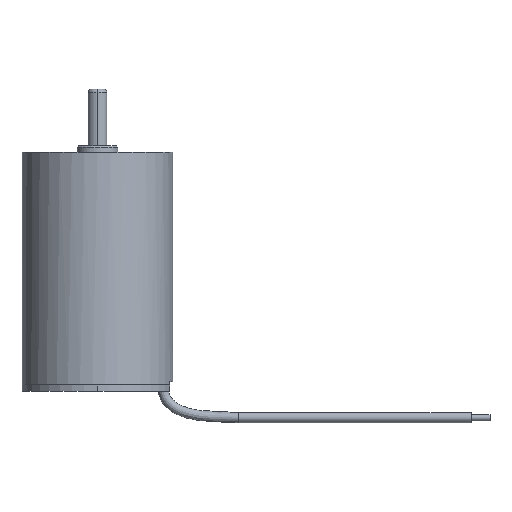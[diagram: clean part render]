
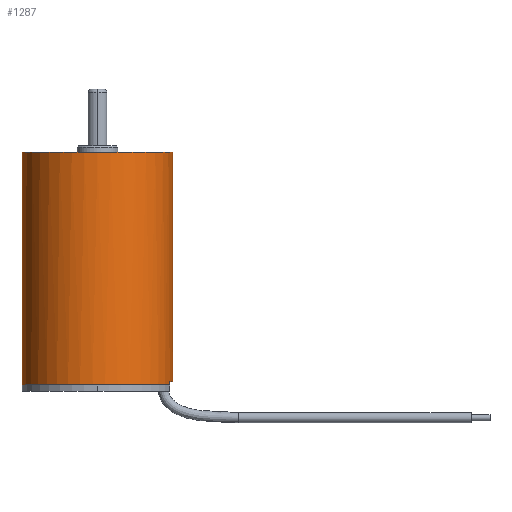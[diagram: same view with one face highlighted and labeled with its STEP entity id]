
A CAD part, left-side view. The second image highlights one B-rep face of the part: STEP entity #1287.
In plain terms, the highlighted cylindrical face has radius 12 mm (diameter 24 mm), a partial arc.
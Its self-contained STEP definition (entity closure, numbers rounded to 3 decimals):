
#57 = CARTESIAN_POINT ( 'NONE',  ( 0., 0., 1.5 ) ) ;
#99 = DIRECTION ( 'NONE',  ( 0., 0., 1. ) ) ;
#174 = DIRECTION ( 'NONE',  ( 0., 0., -1. ) ) ;
#243 = VECTOR ( 'NONE', #99, 1000. ) ;
#377 = LINE ( 'NONE', #1839, #490 ) ;
#490 = VECTOR ( 'NONE', #3395, 1000. ) ;
#498 = VERTEX_POINT ( 'NONE', #1011 ) ;
#924 = AXIS2_PLACEMENT_3D ( 'NONE', #997, #3594, #2115 ) ;
#954 = VERTEX_POINT ( 'NONE', #1067 ) ;
#956 = EDGE_CURVE ( 'NONE', #1418, #1162, #377, .T. ) ;
#997 = CARTESIAN_POINT ( 'NONE',  ( 0., 0., 1. ) ) ;
#1011 = CARTESIAN_POINT ( 'NONE',  ( 0., -12., 1.5 ) ) ;
#1067 = CARTESIAN_POINT ( 'NONE',  ( -3.5, -11.478, 1. ) ) ;
#1077 = EDGE_CURVE ( 'NONE', #4862, #498, #1211, .T. ) ;
#1084 = ORIENTED_EDGE ( 'NONE', *, *, #2568, .T. ) ;
#1162 = VERTEX_POINT ( 'NONE', #3056 ) ;
#1211 = CIRCLE ( 'NONE', #1379, 12. ) ;
#1268 = CARTESIAN_POINT ( 'NONE',  ( 0., 0., 1. ) ) ;
#1287 = ADVANCED_FACE ( 'NONE', ( #1344 ), #3278, .T. ) ;
#1344 = FACE_OUTER_BOUND ( 'NONE', #3037, .T. ) ;
#1362 = ORIENTED_EDGE ( 'NONE', *, *, #1077, .T. ) ;
#1379 = AXIS2_PLACEMENT_3D ( 'NONE', #57, #3842, #4188 ) ;
#1397 = EDGE_CURVE ( 'NONE', #2981, #498, #2404, .T. ) ;
#1418 = VERTEX_POINT ( 'NONE', #4304 ) ;
#1607 = LINE ( 'NONE', #1651, #243 ) ;
#1651 = CARTESIAN_POINT ( 'NONE',  ( -3.5, -11.478, 1. ) ) ;
#1685 = CIRCLE ( 'NONE', #3823, 12. ) ;
#1839 = CARTESIAN_POINT ( 'NONE',  ( 0., 12., 1. ) ) ;
#1876 = ORIENTED_EDGE ( 'NONE', *, *, #956, .T. ) ;
#1964 = ORIENTED_EDGE ( 'NONE', *, *, #1397, .F. ) ;
#1978 = CIRCLE ( 'NONE', #2147, 12. ) ;
#2115 = DIRECTION ( 'NONE',  ( 0., -1., 0. ) ) ;
#2147 = AXIS2_PLACEMENT_3D ( 'NONE', #4422, #3753, #4445 ) ;
#2188 = VECTOR ( 'NONE', #174, 1000. ) ;
#2404 = LINE ( 'NONE', #2456, #2188 ) ;
#2456 = CARTESIAN_POINT ( 'NONE',  ( 0., -12., 1. ) ) ;
#2527 = CARTESIAN_POINT ( 'NONE',  ( 0., -12., 38. ) ) ;
#2568 = EDGE_CURVE ( 'NONE', #954, #4862, #1607, .T. ) ;
#2981 = VERTEX_POINT ( 'NONE', #2527 ) ;
#3037 = EDGE_LOOP ( 'NONE', ( #4384, #1876, #4262, #1084, #1362, #1964 ) ) ;
#3056 = CARTESIAN_POINT ( 'NONE',  ( 0., 12., 1. ) ) ;
#3233 = EDGE_CURVE ( 'NONE', #2981, #1418, #1978, .T. ) ;
#3278 = CYLINDRICAL_SURFACE ( 'NONE', #924, 12. ) ;
#3395 = DIRECTION ( 'NONE',  ( 0., 0., -1. ) ) ;
#3522 = DIRECTION ( 'NONE',  ( 0., 1., 0. ) ) ;
#3594 = DIRECTION ( 'NONE',  ( 0., 0., -1. ) ) ;
#3753 = DIRECTION ( 'NONE',  ( 0., 0., -1. ) ) ;
#3793 = CARTESIAN_POINT ( 'NONE',  ( -3.5, -11.478, 1.5 ) ) ;
#3823 = AXIS2_PLACEMENT_3D ( 'NONE', #1268, #4439, #3522 ) ;
#3842 = DIRECTION ( 'NONE',  ( 0., 0., 1. ) ) ;
#4188 = DIRECTION ( 'NONE',  ( 0., 1., 0. ) ) ;
#4262 = ORIENTED_EDGE ( 'NONE', *, *, #4729, .T. ) ;
#4304 = CARTESIAN_POINT ( 'NONE',  ( 0., 12., 38. ) ) ;
#4384 = ORIENTED_EDGE ( 'NONE', *, *, #3233, .T. ) ;
#4422 = CARTESIAN_POINT ( 'NONE',  ( 0., 0., 38. ) ) ;
#4439 = DIRECTION ( 'NONE',  ( 0., 0., 1. ) ) ;
#4445 = DIRECTION ( 'NONE',  ( 0., 1., 0. ) ) ;
#4729 = EDGE_CURVE ( 'NONE', #1162, #954, #1685, .T. ) ;
#4862 = VERTEX_POINT ( 'NONE', #3793 ) ;
